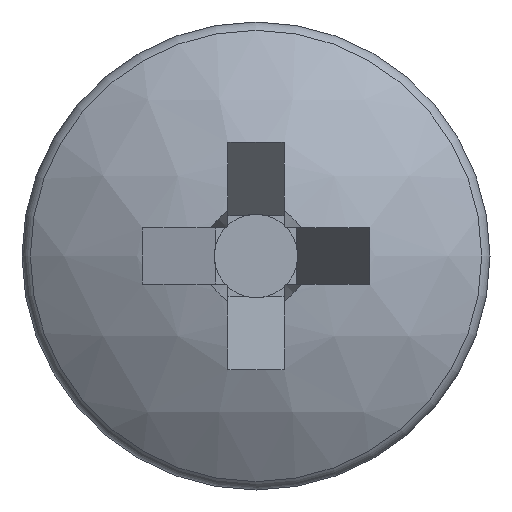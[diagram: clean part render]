
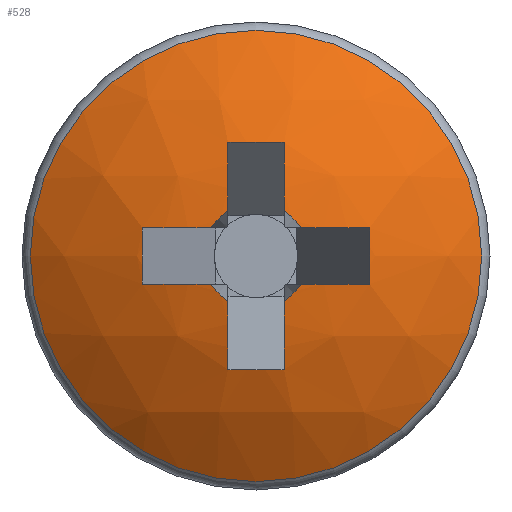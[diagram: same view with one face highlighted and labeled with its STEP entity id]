
A CAD part, left-side view. The second image highlights one B-rep face of the part: STEP entity #528.
In plain terms, the highlighted spherical face has radius 3.2 mm.
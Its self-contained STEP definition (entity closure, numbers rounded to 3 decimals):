
#45=FACE_BOUND('',#99,.T.);
#47=SPHERICAL_SURFACE('',#604,3.2);
#62=FACE_OUTER_BOUND('',#98,.T.);
#98=EDGE_LOOP('',(#390));
#99=EDGE_LOOP('',(#391,#392,#393,#394,#395,#396,#397,#398,#399,#400,#401,
#402,#403,#404,#405,#406));
#150=CIRCLE('',#597,1.928);
#155=CIRCLE('',#605,3.163);
#156=CIRCLE('',#606,3.191);
#157=CIRCLE('',#607,0.453);
#158=CIRCLE('',#608,3.191);
#159=CIRCLE('',#609,3.163);
#160=CIRCLE('',#610,3.191);
#161=CIRCLE('',#611,0.453);
#162=CIRCLE('',#612,3.191);
#163=CIRCLE('',#613,3.163);
#164=CIRCLE('',#614,3.191);
#165=CIRCLE('',#615,0.453);
#166=CIRCLE('',#616,3.191);
#167=CIRCLE('',#617,3.163);
#168=CIRCLE('',#618,3.191);
#169=CIRCLE('',#619,0.453);
#170=CIRCLE('',#620,3.191);
#245=VERTEX_POINT('',#891);
#249=VERTEX_POINT('',#905);
#250=VERTEX_POINT('',#906);
#251=VERTEX_POINT('',#908);
#252=VERTEX_POINT('',#910);
#253=VERTEX_POINT('',#912);
#254=VERTEX_POINT('',#914);
#255=VERTEX_POINT('',#916);
#256=VERTEX_POINT('',#918);
#257=VERTEX_POINT('',#920);
#258=VERTEX_POINT('',#922);
#259=VERTEX_POINT('',#924);
#260=VERTEX_POINT('',#926);
#261=VERTEX_POINT('',#928);
#262=VERTEX_POINT('',#930);
#263=VERTEX_POINT('',#932);
#264=VERTEX_POINT('',#934);
#295=EDGE_CURVE('',#245,#245,#150,.T.);
#302=EDGE_CURVE('',#249,#250,#155,.T.);
#303=EDGE_CURVE('',#251,#250,#156,.T.);
#304=EDGE_CURVE('',#252,#251,#157,.T.);
#305=EDGE_CURVE('',#253,#252,#158,.T.);
#306=EDGE_CURVE('',#253,#254,#159,.T.);
#307=EDGE_CURVE('',#255,#254,#160,.T.);
#308=EDGE_CURVE('',#256,#255,#161,.T.);
#309=EDGE_CURVE('',#257,#256,#162,.T.);
#310=EDGE_CURVE('',#257,#258,#163,.T.);
#311=EDGE_CURVE('',#259,#258,#164,.T.);
#312=EDGE_CURVE('',#260,#259,#165,.T.);
#313=EDGE_CURVE('',#261,#260,#166,.T.);
#314=EDGE_CURVE('',#261,#262,#167,.T.);
#315=EDGE_CURVE('',#263,#262,#168,.T.);
#316=EDGE_CURVE('',#264,#263,#169,.T.);
#317=EDGE_CURVE('',#249,#264,#170,.T.);
#390=ORIENTED_EDGE('',*,*,#295,.T.);
#391=ORIENTED_EDGE('',*,*,#302,.T.);
#392=ORIENTED_EDGE('',*,*,#303,.F.);
#393=ORIENTED_EDGE('',*,*,#304,.F.);
#394=ORIENTED_EDGE('',*,*,#305,.F.);
#395=ORIENTED_EDGE('',*,*,#306,.T.);
#396=ORIENTED_EDGE('',*,*,#307,.F.);
#397=ORIENTED_EDGE('',*,*,#308,.F.);
#398=ORIENTED_EDGE('',*,*,#309,.F.);
#399=ORIENTED_EDGE('',*,*,#310,.T.);
#400=ORIENTED_EDGE('',*,*,#311,.F.);
#401=ORIENTED_EDGE('',*,*,#312,.F.);
#402=ORIENTED_EDGE('',*,*,#313,.F.);
#403=ORIENTED_EDGE('',*,*,#314,.T.);
#404=ORIENTED_EDGE('',*,*,#315,.F.);
#405=ORIENTED_EDGE('',*,*,#316,.F.);
#406=ORIENTED_EDGE('',*,*,#317,.F.);
#528=ADVANCED_FACE('',(#62,#45),#47,.T.);
#597=AXIS2_PLACEMENT_3D('',#892,#706,#707);
#604=AXIS2_PLACEMENT_3D('',#904,#722,#723);
#605=AXIS2_PLACEMENT_3D('',#907,#724,#725);
#606=AXIS2_PLACEMENT_3D('',#909,#726,#727);
#607=AXIS2_PLACEMENT_3D('',#911,#728,#729);
#608=AXIS2_PLACEMENT_3D('',#913,#730,#731);
#609=AXIS2_PLACEMENT_3D('',#915,#732,#733);
#610=AXIS2_PLACEMENT_3D('',#917,#734,#735);
#611=AXIS2_PLACEMENT_3D('',#919,#736,#737);
#612=AXIS2_PLACEMENT_3D('',#921,#738,#739);
#613=AXIS2_PLACEMENT_3D('',#923,#740,#741);
#614=AXIS2_PLACEMENT_3D('',#925,#742,#743);
#615=AXIS2_PLACEMENT_3D('',#927,#744,#745);
#616=AXIS2_PLACEMENT_3D('',#929,#746,#747);
#617=AXIS2_PLACEMENT_3D('',#931,#748,#749);
#618=AXIS2_PLACEMENT_3D('',#933,#750,#751);
#619=AXIS2_PLACEMENT_3D('',#935,#752,#753);
#620=AXIS2_PLACEMENT_3D('',#936,#754,#755);
#706=DIRECTION('center_axis',(-1.,0.,0.));
#707=DIRECTION('ref_axis',(0.,0.,1.));
#722=DIRECTION('center_axis',(0.,0.,-1.));
#723=DIRECTION('ref_axis',(0.,1.,0.));
#724=DIRECTION('center_axis',(0.446,0.895,0.));
#725=DIRECTION('ref_axis',(-0.895,0.446,0.));
#726=DIRECTION('center_axis',(0.,0.,
-1.));
#727=DIRECTION('ref_axis',(0.,1.,0.));
#728=DIRECTION('center_axis',(-1.,0.,0.));
#729=DIRECTION('ref_axis',(0.,0.,-1.));
#730=DIRECTION('center_axis',(0.,-1.,0.));
#731=DIRECTION('ref_axis',(0.,0.,-1.));
#732=DIRECTION('center_axis',(0.446,0.,0.895));
#733=DIRECTION('ref_axis',(0.895,0.,-0.446));
#734=DIRECTION('center_axis',(0.,1.,0.));
#735=DIRECTION('ref_axis',(0.,0.,
1.));
#736=DIRECTION('center_axis',(-1.,0.,0.));
#737=DIRECTION('ref_axis',(0.,0.,-1.));
#738=DIRECTION('center_axis',(0.,0.,
-1.));
#739=DIRECTION('ref_axis',(0.,1.,0.));
#740=DIRECTION('center_axis',(0.446,-0.895,0.));
#741=DIRECTION('ref_axis',(0.895,0.446,0.));
#742=DIRECTION('center_axis',(0.,0.,1.));
#743=DIRECTION('ref_axis',(1.,0.,0.));
#744=DIRECTION('center_axis',(-1.,0.,0.));
#745=DIRECTION('ref_axis',(0.,0.,-1.));
#746=DIRECTION('center_axis',(0.,1.,0.));
#747=DIRECTION('ref_axis',(0.,0.,
1.));
#748=DIRECTION('center_axis',(0.446,0.,-0.895));
#749=DIRECTION('ref_axis',(-0.895,0.,-0.446));
#750=DIRECTION('center_axis',(0.,-1.,0.));
#751=DIRECTION('ref_axis',(0.,0.,-1.));
#752=DIRECTION('center_axis',(-1.,0.,0.));
#753=DIRECTION('ref_axis',(0.,0.,-1.));
#754=DIRECTION('center_axis',(0.,0.,1.));
#755=DIRECTION('ref_axis',(1.,0.,0.));
#891=CARTESIAN_POINT('',(0.646,0.,-1.928));
#892=CARTESIAN_POINT('Origin',(0.646,0.,0.));
#904=CARTESIAN_POINT('Origin',(3.2,0.,0.));
#905=CARTESIAN_POINT('',(0.16,0.97,-0.24));
#906=CARTESIAN_POINT('',(0.16,0.97,0.24));
#907=CARTESIAN_POINT('Origin',(2.982,-0.437,0.));
#908=CARTESIAN_POINT('',(0.032,0.384,0.24));
#909=CARTESIAN_POINT('Origin',(3.2,0.,0.24));
#910=CARTESIAN_POINT('',(0.032,0.24,0.384));
#911=CARTESIAN_POINT('Origin',(0.032,0.,
0.));
#912=CARTESIAN_POINT('',(0.16,0.24,0.97));
#913=CARTESIAN_POINT('Origin',(3.2,0.24,0.));
#914=CARTESIAN_POINT('',(0.16,-0.24,0.97));
#915=CARTESIAN_POINT('Origin',(2.982,0.,-0.437));
#916=CARTESIAN_POINT('',(0.032,-0.24,0.384));
#917=CARTESIAN_POINT('Origin',(3.2,-0.24,0.));
#918=CARTESIAN_POINT('',(0.032,-0.384,0.24));
#919=CARTESIAN_POINT('Origin',(0.032,0.,
0.));
#920=CARTESIAN_POINT('',(0.16,-0.97,0.24));
#921=CARTESIAN_POINT('Origin',(3.2,0.,0.24));
#922=CARTESIAN_POINT('',(0.16,-0.97,-0.24));
#923=CARTESIAN_POINT('Origin',(2.982,0.437,0.));
#924=CARTESIAN_POINT('',(0.032,-0.384,-0.24));
#925=CARTESIAN_POINT('Origin',(3.2,0.,-0.24));
#926=CARTESIAN_POINT('',(0.032,-0.24,-0.384));
#927=CARTESIAN_POINT('Origin',(0.032,0.,
0.));
#928=CARTESIAN_POINT('',(0.16,-0.24,-0.97));
#929=CARTESIAN_POINT('Origin',(3.2,-0.24,0.));
#930=CARTESIAN_POINT('',(0.16,0.24,-0.97));
#931=CARTESIAN_POINT('Origin',(2.982,0.,0.437));
#932=CARTESIAN_POINT('',(0.032,0.24,-0.384));
#933=CARTESIAN_POINT('Origin',(3.2,0.24,0.));
#934=CARTESIAN_POINT('',(0.032,0.384,-0.24));
#935=CARTESIAN_POINT('Origin',(0.032,0.,
0.));
#936=CARTESIAN_POINT('Origin',(3.2,0.,-0.24));
